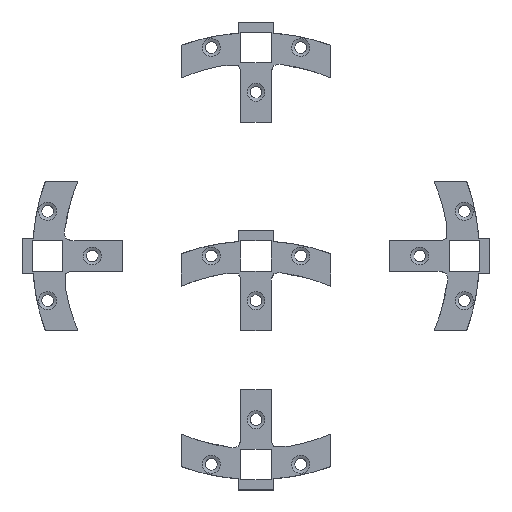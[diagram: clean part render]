
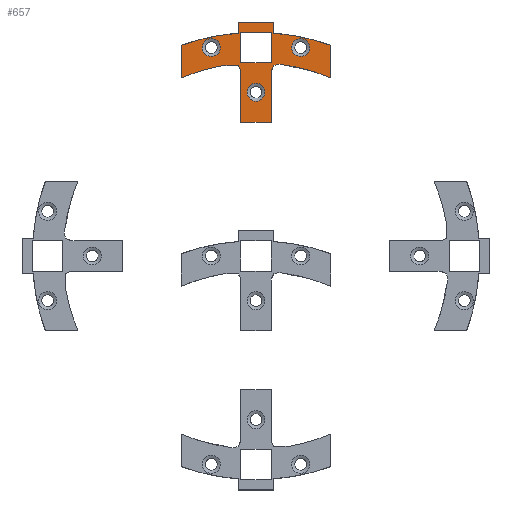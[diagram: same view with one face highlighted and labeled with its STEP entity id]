
A CAD part, top view. The second image highlights one B-rep face of the part: STEP entity #657.
In plain terms, the highlighted planar face has unit normal (0, 0, 1).
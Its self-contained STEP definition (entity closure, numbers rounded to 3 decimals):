
#59=FACE_BOUND('',#128,.T.);
#60=FACE_BOUND('',#129,.T.);
#61=FACE_BOUND('',#130,.T.);
#62=FACE_BOUND('',#131,.T.);
#69=PLANE('',#711);
#91=FACE_OUTER_BOUND('',#127,.T.);
#127=EDGE_LOOP('',(#472,#473,#474,#475,#476,#477,#478,#479,#480,#481,#482,
#483,#484,#485,#486,#487));
#128=EDGE_LOOP('',(#488));
#129=EDGE_LOOP('',(#489,#490,#491,#492));
#130=EDGE_LOOP('',(#493));
#131=EDGE_LOOP('',(#494));
#173=LINE('',#1002,#236);
#174=LINE('',#1004,#237);
#175=LINE('',#1006,#238);
#176=LINE('',#1010,#239);
#177=LINE('',#1014,#240);
#178=LINE('',#1018,#241);
#179=LINE('',#1020,#242);
#180=LINE('',#1022,#243);
#181=LINE('',#1030,#244);
#182=LINE('',#1036,#245);
#183=LINE('',#1038,#246);
#184=LINE('',#1040,#247);
#185=LINE('',#1041,#248);
#236=VECTOR('',#794,10.);
#237=VECTOR('',#795,10.);
#238=VECTOR('',#796,10.);
#239=VECTOR('',#799,10.);
#240=VECTOR('',#802,10.);
#241=VECTOR('',#805,10.);
#242=VECTOR('',#806,10.);
#243=VECTOR('',#807,10.);
#244=VECTOR('',#814,10.);
#245=VECTOR('',#819,10.);
#246=VECTOR('',#820,10.);
#247=VECTOR('',#821,10.);
#248=VECTOR('',#822,10.);
#298=CIRCLE('',#709,3.);
#300=CIRCLE('',#712,75.);
#301=CIRCLE('',#713,64.8);
#302=CIRCLE('',#714,5.);
#303=CIRCLE('',#715,5.);
#304=CIRCLE('',#716,5.);
#305=CIRCLE('',#717,64.8);
#306=CIRCLE('',#718,75.);
#307=CIRCLE('',#719,3.);
#308=CIRCLE('',#720,3.);
#318=VERTEX_POINT('',#994);
#320=VERTEX_POINT('',#1000);
#321=VERTEX_POINT('',#1001);
#322=VERTEX_POINT('',#1003);
#323=VERTEX_POINT('',#1005);
#324=VERTEX_POINT('',#1007);
#325=VERTEX_POINT('',#1009);
#326=VERTEX_POINT('',#1011);
#327=VERTEX_POINT('',#1013);
#328=VERTEX_POINT('',#1015);
#329=VERTEX_POINT('',#1017);
#330=VERTEX_POINT('',#1019);
#331=VERTEX_POINT('',#1021);
#332=VERTEX_POINT('',#1023);
#333=VERTEX_POINT('',#1025);
#334=VERTEX_POINT('',#1027);
#335=VERTEX_POINT('',#1029);
#336=VERTEX_POINT('',#1032);
#337=VERTEX_POINT('',#1034);
#338=VERTEX_POINT('',#1035);
#339=VERTEX_POINT('',#1037);
#340=VERTEX_POINT('',#1039);
#341=VERTEX_POINT('',#1042);
#376=EDGE_CURVE('',#318,#318,#298,.T.);
#379=EDGE_CURVE('',#320,#321,#173,.T.);
#380=EDGE_CURVE('',#321,#322,#174,.F.);
#381=EDGE_CURVE('',#322,#323,#175,.T.);
#382=EDGE_CURVE('',#323,#324,#300,.T.);
#383=EDGE_CURVE('',#324,#325,#176,.T.);
#384=EDGE_CURVE('',#325,#326,#301,.T.);
#385=EDGE_CURVE('',#326,#327,#177,.F.);
#386=EDGE_CURVE('',#327,#328,#302,.F.);
#387=EDGE_CURVE('',#328,#329,#178,.T.);
#388=EDGE_CURVE('',#329,#330,#179,.T.);
#389=EDGE_CURVE('',#330,#331,#180,.T.);
#390=EDGE_CURVE('',#332,#331,#303,.T.);
#391=EDGE_CURVE('',#332,#333,#304,.F.);
#392=EDGE_CURVE('',#333,#334,#305,.T.);
#393=EDGE_CURVE('',#334,#335,#181,.T.);
#394=EDGE_CURVE('',#335,#320,#306,.T.);
#395=EDGE_CURVE('',#336,#336,#307,.T.);
#396=EDGE_CURVE('',#337,#338,#182,.T.);
#397=EDGE_CURVE('',#338,#339,#183,.T.);
#398=EDGE_CURVE('',#339,#340,#184,.T.);
#399=EDGE_CURVE('',#340,#337,#185,.T.);
#400=EDGE_CURVE('',#341,#341,#308,.T.);
#472=ORIENTED_EDGE('',*,*,#379,.T.);
#473=ORIENTED_EDGE('',*,*,#380,.T.);
#474=ORIENTED_EDGE('',*,*,#381,.T.);
#475=ORIENTED_EDGE('',*,*,#382,.T.);
#476=ORIENTED_EDGE('',*,*,#383,.T.);
#477=ORIENTED_EDGE('',*,*,#384,.T.);
#478=ORIENTED_EDGE('',*,*,#385,.T.);
#479=ORIENTED_EDGE('',*,*,#386,.T.);
#480=ORIENTED_EDGE('',*,*,#387,.T.);
#481=ORIENTED_EDGE('',*,*,#388,.T.);
#482=ORIENTED_EDGE('',*,*,#389,.T.);
#483=ORIENTED_EDGE('',*,*,#390,.F.);
#484=ORIENTED_EDGE('',*,*,#391,.T.);
#485=ORIENTED_EDGE('',*,*,#392,.T.);
#486=ORIENTED_EDGE('',*,*,#393,.T.);
#487=ORIENTED_EDGE('',*,*,#394,.T.);
#488=ORIENTED_EDGE('',*,*,#395,.F.);
#489=ORIENTED_EDGE('',*,*,#396,.T.);
#490=ORIENTED_EDGE('',*,*,#397,.T.);
#491=ORIENTED_EDGE('',*,*,#398,.T.);
#492=ORIENTED_EDGE('',*,*,#399,.T.);
#493=ORIENTED_EDGE('',*,*,#400,.F.);
#494=ORIENTED_EDGE('',*,*,#376,.F.);
#657=ADVANCED_FACE('',(#91,#59,#60,#61,#62),#69,.T.);
#709=AXIS2_PLACEMENT_3D('',#995,#787,#788);
#711=AXIS2_PLACEMENT_3D('',#999,#792,#793);
#712=AXIS2_PLACEMENT_3D('',#1008,#797,#798);
#713=AXIS2_PLACEMENT_3D('',#1012,#800,#801);
#714=AXIS2_PLACEMENT_3D('',#1016,#803,#804);
#715=AXIS2_PLACEMENT_3D('',#1024,#808,#809);
#716=AXIS2_PLACEMENT_3D('',#1026,#810,#811);
#717=AXIS2_PLACEMENT_3D('',#1028,#812,#813);
#718=AXIS2_PLACEMENT_3D('',#1031,#815,#816);
#719=AXIS2_PLACEMENT_3D('',#1033,#817,#818);
#720=AXIS2_PLACEMENT_3D('',#1043,#823,#824);
#787=DIRECTION('center_axis',(0.,0.,1.));
#788=DIRECTION('ref_axis',(-1.,0.,0.));
#792=DIRECTION('center_axis',(0.,0.,1.));
#793=DIRECTION('ref_axis',(-1.,0.,0.));
#794=DIRECTION('',(0.,-1.,0.));
#795=DIRECTION('',(-1.,0.,0.));
#796=DIRECTION('',(0.,1.,0.));
#797=DIRECTION('center_axis',(0.,0.,1.));
#798=DIRECTION('ref_axis',(-1.,0.,0.));
#799=DIRECTION('',(0.,1.,0.));
#800=DIRECTION('center_axis',(0.,0.,-1.));
#801=DIRECTION('ref_axis',(-1.,0.,0.));
#802=DIRECTION('',(1.,0.,0.));
#803=DIRECTION('center_axis',(0.,0.,1.));
#804=DIRECTION('ref_axis',(-0.82,-0.572,0.));
#805=DIRECTION('',(0.,1.,0.));
#806=DIRECTION('',(-1.,0.,0.));
#807=DIRECTION('',(0.,-1.,0.));
#808=DIRECTION('center_axis',(0.,0.,1.));
#809=DIRECTION('ref_axis',(0.82,-0.572,0.));
#810=DIRECTION('center_axis',(0.,0.,1.));
#811=DIRECTION('ref_axis',(-0.132,-0.991,0.));
#812=DIRECTION('center_axis',(0.,0.,-1.));
#813=DIRECTION('ref_axis',(-1.,0.,0.));
#814=DIRECTION('',(0.,-1.,0.));
#815=DIRECTION('center_axis',(0.,0.,1.));
#816=DIRECTION('ref_axis',(-1.,0.,0.));
#817=DIRECTION('center_axis',(0.,0.,1.));
#818=DIRECTION('ref_axis',(-1.,0.,0.));
#819=DIRECTION('',(0.,1.,0.));
#820=DIRECTION('',(1.,0.,0.));
#821=DIRECTION('',(0.,-1.,0.));
#822=DIRECTION('',(-1.,0.,0.));
#823=DIRECTION('center_axis',(0.,0.,1.));
#824=DIRECTION('ref_axis',(-1.,0.,0.));
#994=CARTESIAN_POINT('',(3.,15.,12.));
#995=CARTESIAN_POINT('Origin',(0.,15.,12.));
#999=CARTESIAN_POINT('Origin',(-15.1,2.65,12.));
#1000=CARTESIAN_POINT('',(-6.,-4.86,12.));
#1001=CARTESIAN_POINT('',(-6.,-8.6,12.));
#1002=CARTESIAN_POINT('',(-6.,6.,12.));
#1003=CARTESIAN_POINT('',(6.,-8.6,12.));
#1004=CARTESIAN_POINT('',(-10.55,-8.6,12.));
#1005=CARTESIAN_POINT('',(6.,-4.86,12.));
#1006=CARTESIAN_POINT('',(6.,-9.1,12.));
#1007=CARTESIAN_POINT('',(25.1,-0.775,12.));
#1008=CARTESIAN_POINT('Origin',(0.,69.9,12.));
#1009=CARTESIAN_POINT('',(25.1,10.159,12.));
#1010=CARTESIAN_POINT('',(25.1,-0.775,12.));
#1011=CARTESIAN_POINT('',(10.762,6.,12.));
#1012=CARTESIAN_POINT('Origin',(0.,69.9,12.));
#1013=CARTESIAN_POINT('',(6.,6.,12.));
#1014=CARTESIAN_POINT('',(-4.55,6.,12.));
#1015=CARTESIAN_POINT('',(5.1,8.862,12.));
#1016=CARTESIAN_POINT('Origin',(10.1,8.862,12.));
#1017=CARTESIAN_POINT('',(5.1,25.1,12.));
#1018=CARTESIAN_POINT('',(5.1,5.1,12.));
#1019=CARTESIAN_POINT('',(-5.1,25.1,12.));
#1020=CARTESIAN_POINT('',(-5.1,25.1,12.));
#1021=CARTESIAN_POINT('',(-5.1,8.862,12.));
#1022=CARTESIAN_POINT('',(-5.1,5.1,12.));
#1023=CARTESIAN_POINT('',(-6.,6.,12.));
#1024=CARTESIAN_POINT('Origin',(-10.1,8.862,12.));
#1025=CARTESIAN_POINT('',(-8.562,5.668,12.));
#1026=CARTESIAN_POINT('Origin',(-7.901,10.624,12.));
#1027=CARTESIAN_POINT('',(-25.1,10.159,12.));
#1028=CARTESIAN_POINT('Origin',(0.,69.9,12.));
#1029=CARTESIAN_POINT('',(-25.1,-0.775,12.));
#1030=CARTESIAN_POINT('',(-25.1,-0.775,12.));
#1031=CARTESIAN_POINT('Origin',(0.,69.9,12.));
#1032=CARTESIAN_POINT('',(-12.,0.,12.));
#1033=CARTESIAN_POINT('Origin',(-15.,0.,12.));
#1034=CARTESIAN_POINT('',(-5.1,-5.1,12.));
#1035=CARTESIAN_POINT('',(-5.1,5.1,12.));
#1036=CARTESIAN_POINT('',(-5.1,-5.1,12.));
#1037=CARTESIAN_POINT('',(5.1,5.1,12.));
#1038=CARTESIAN_POINT('',(-5.1,5.1,12.));
#1039=CARTESIAN_POINT('',(5.1,-5.1,12.));
#1040=CARTESIAN_POINT('',(5.1,5.1,12.));
#1041=CARTESIAN_POINT('',(5.1,-5.1,12.));
#1042=CARTESIAN_POINT('',(18.,0.,12.));
#1043=CARTESIAN_POINT('Origin',(15.,0.,
12.));
